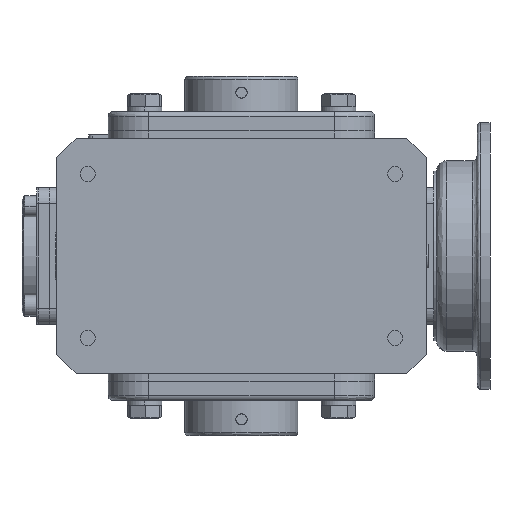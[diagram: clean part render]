
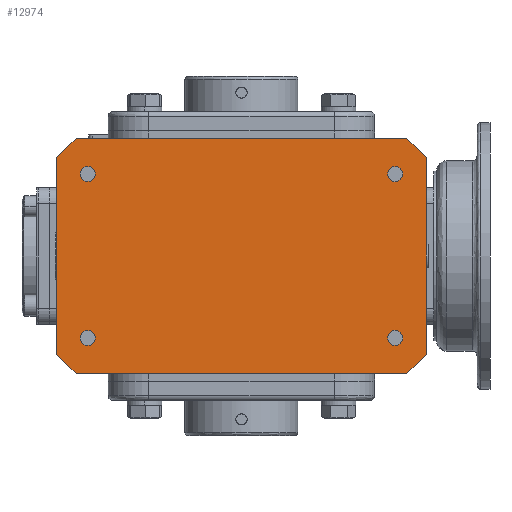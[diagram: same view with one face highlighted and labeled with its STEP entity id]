
A CAD part, front view. The second image highlights one B-rep face of the part: STEP entity #12974.
In plain terms, the highlighted planar face has unit normal (0, -1, 0).
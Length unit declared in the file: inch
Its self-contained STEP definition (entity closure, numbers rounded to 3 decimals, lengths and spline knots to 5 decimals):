
#77 = EDGE_LOOP ( 'NONE', ( #30821, #10004 ) ) ;
#87 = AXIS2_PLACEMENT_3D ( 'NONE', #9138, #26322, #6084 ) ;
#274 = ORIENTED_EDGE ( 'NONE', *, *, #30446, .F. ) ;
#438 = CARTESIAN_POINT ( 'NONE',  ( -3.75, -3.5, 2. ) ) ;
#681 = CARTESIAN_POINT ( 'NONE',  ( 4.50787, -3.5, -2.40157 ) ) ;
#808 = CARTESIAN_POINT ( 'NONE',  ( -4.03543, -3.5, 2.87402 ) ) ;
#1278 = EDGE_CURVE ( 'NONE', #25328, #12336, #13867, .T. ) ;
#1611 = CIRCLE ( 'NONE', #87, 0.184 ) ;
#1719 = ORIENTED_EDGE ( 'NONE', *, *, #30153, .T. ) ;
#2027 = EDGE_CURVE ( 'NONE', #27519, #4123, #32302, .T. ) ;
#2079 = EDGE_CURVE ( 'NONE', #12704, #22423, #33640, .T. ) ;
#2299 = DIRECTION ( 'NONE',  ( 0., 0., -1. ) ) ;
#2786 = EDGE_CURVE ( 'NONE', #6741, #31963, #34946, .T. ) ;
#2939 = VECTOR ( 'NONE', #16037, 39.37008 ) ;
#2948 = VECTOR ( 'NONE', #33529, 39.37008 ) ;
#3600 = VERTEX_POINT ( 'NONE', #25835 ) ;
#3754 = EDGE_CURVE ( 'NONE', #33713, #36697, #26556, .T. ) ;
#3818 = CARTESIAN_POINT ( 'NONE',  ( 3.75, -3.5, -2. ) ) ;
#3978 = EDGE_CURVE ( 'NONE', #29419, #18222, #28770, .T. ) ;
#3985 = DIRECTION ( 'NONE',  ( 0.707, 0., 0.707 ) ) ;
#4123 = VERTEX_POINT ( 'NONE', #33344 ) ;
#4404 = CARTESIAN_POINT ( 'NONE',  ( -3.75, -3.5, 2.184 ) ) ;
#4541 = CARTESIAN_POINT ( 'NONE',  ( 3.75, -3.5, -2.184 ) ) ;
#5032 = CARTESIAN_POINT ( 'NONE',  ( 3.75, -3.5, -1.816 ) ) ;
#5386 = VERTEX_POINT ( 'NONE', #28506 ) ;
#6084 = DIRECTION ( 'NONE',  ( 0., 0., -1. ) ) ;
#6480 = FACE_BOUND ( 'NONE', #77, .T. ) ;
#6637 = CIRCLE ( 'NONE', #16682, 0.184 ) ;
#6741 = VERTEX_POINT ( 'NONE', #11590 ) ;
#6892 = FACE_BOUND ( 'NONE', #33091, .T. ) ;
#7064 = ORIENTED_EDGE ( 'NONE', *, *, #30754, .T. ) ;
#8103 = VERTEX_POINT ( 'NONE', #35407 ) ;
#8244 = CARTESIAN_POINT ( 'NONE',  ( 4.50787, -3.5, -2.40157 ) ) ;
#8859 = LINE ( 'NONE', #30000, #26962 ) ;
#9138 = CARTESIAN_POINT ( 'NONE',  ( 3.75, -3.5, 2. ) ) ;
#9373 = EDGE_CURVE ( 'NONE', #31963, #6741, #1611, .T. ) ;
#10004 = ORIENTED_EDGE ( 'NONE', *, *, #1278, .T. ) ;
#10123 = CARTESIAN_POINT ( 'NONE',  ( -3.75, -3.5, -2. ) ) ;
#10299 = ORIENTED_EDGE ( 'NONE', *, *, #19403, .F. ) ;
#10400 = ORIENTED_EDGE ( 'NONE', *, *, #2027, .T. ) ;
#10799 = VERTEX_POINT ( 'NONE', #30709 ) ;
#11243 = DIRECTION ( 'NONE',  ( 0., 1., 0. ) ) ;
#11590 = CARTESIAN_POINT ( 'NONE',  ( 3.75, -3.5, 1.816 ) ) ;
#12336 = VERTEX_POINT ( 'NONE', #34231 ) ;
#12704 = VERTEX_POINT ( 'NONE', #32099 ) ;
#12797 = CARTESIAN_POINT ( 'NONE',  ( 4.03543, -3.5, 2.87402 ) ) ;
#12921 = DIRECTION ( 'NONE',  ( 0., 1., 0. ) ) ;
#12974 = ADVANCED_FACE ( 'NONE', ( #27283, #6480, #6892, #13712, #15114 ), #33473, .T. ) ;
#13441 = AXIS2_PLACEMENT_3D ( 'NONE', #3818, #35425, #15402 ) ;
#13527 = CARTESIAN_POINT ( 'NONE',  ( 3.75, -3.5, -2. ) ) ;
#13712 = FACE_BOUND ( 'NONE', #32517, .T. ) ;
#13867 = CIRCLE ( 'NONE', #17219, 0.184 ) ;
#13953 = VECTOR ( 'NONE', #21500, 39.37008 ) ;
#14284 = AXIS2_PLACEMENT_3D ( 'NONE', #24761, #33343, #36804 ) ;
#14295 = LINE ( 'NONE', #808, #15193 ) ;
#14435 = DIRECTION ( 'NONE',  ( 0., 0., -1. ) ) ;
#14828 = DIRECTION ( 'NONE',  ( 0., 0., -1. ) ) ;
#14906 = ORIENTED_EDGE ( 'NONE', *, *, #3978, .T. ) ;
#14934 = LINE ( 'NONE', #19706, #32572 ) ;
#14955 = DIRECTION ( 'NONE',  ( 0., 1., 0. ) ) ;
#15114 = FACE_BOUND ( 'NONE', #24122, .T. ) ;
#15135 = EDGE_LOOP ( 'NONE', ( #24980, #25983, #34236, #19637, #25229, #21479, #10299, #274 ) ) ;
#15193 = VECTOR ( 'NONE', #3985, 39.37008 ) ;
#15402 = DIRECTION ( 'NONE',  ( 0., 0., -1. ) ) ;
#15685 = LINE ( 'NONE', #30565, #2939 ) ;
#15785 = DIRECTION ( 'NONE',  ( 0., 0., -1. ) ) ;
#15948 = DIRECTION ( 'NONE',  ( 0., 0., -1. ) ) ;
#16037 = DIRECTION ( 'NONE',  ( 1., 0., 0. ) ) ;
#16423 = VECTOR ( 'NONE', #29049, 39.37008 ) ;
#16479 = CARTESIAN_POINT ( 'NONE',  ( -4.03543, -3.5, -2.87402 ) ) ;
#16645 = CARTESIAN_POINT ( 'NONE',  ( -3.75, -3.5, 2. ) ) ;
#16682 = AXIS2_PLACEMENT_3D ( 'NONE', #13527, #19583, #33774 ) ;
#17219 = AXIS2_PLACEMENT_3D ( 'NONE', #18956, #33793, #24827 ) ;
#17818 = CIRCLE ( 'NONE', #37168, 0.184 ) ;
#18222 = VERTEX_POINT ( 'NONE', #5032 ) ;
#18956 = CARTESIAN_POINT ( 'NONE',  ( -3.75, -3.5, -2. ) ) ;
#19403 = EDGE_CURVE ( 'NONE', #5386, #10799, #15685, .T. ) ;
#19583 = DIRECTION ( 'NONE',  ( 0., 1., 0. ) ) ;
#19637 = ORIENTED_EDGE ( 'NONE', *, *, #3754, .T. ) ;
#19704 = DIRECTION ( 'NONE',  ( 0., 1., 0. ) ) ;
#19706 = CARTESIAN_POINT ( 'NONE',  ( -4.50787, -3.5, -2.87402 ) ) ;
#20844 = AXIS2_PLACEMENT_3D ( 'NONE', #16645, #11243, #2299 ) ;
#21479 = ORIENTED_EDGE ( 'NONE', *, *, #23758, .F. ) ;
#21500 = DIRECTION ( 'NONE',  ( 0.707, 0., -0.707 ) ) ;
#21924 = ORIENTED_EDGE ( 'NONE', *, *, #2786, .T. ) ;
#22423 = VERTEX_POINT ( 'NONE', #16479 ) ;
#22909 = CARTESIAN_POINT ( 'NONE',  ( 3.75, -3.5, 2. ) ) ;
#23024 = EDGE_CURVE ( 'NONE', #36697, #8103, #8859, .T. ) ;
#23758 = EDGE_CURVE ( 'NONE', #10799, #8103, #27942, .T. ) ;
#24122 = EDGE_LOOP ( 'NONE', ( #14906, #1719 ) ) ;
#24237 = DIRECTION ( 'NONE',  ( 0., 0., 1. ) ) ;
#24761 = CARTESIAN_POINT ( 'NONE',  ( -4.50787, -3.5, 3.12992 ) ) ;
#24827 = DIRECTION ( 'NONE',  ( 0., 0., -1. ) ) ;
#24980 = ORIENTED_EDGE ( 'NONE', *, *, #28897, .T. ) ;
#25229 = ORIENTED_EDGE ( 'NONE', *, *, #23024, .T. ) ;
#25328 = VERTEX_POINT ( 'NONE', #34086 ) ;
#25781 = ORIENTED_EDGE ( 'NONE', *, *, #9373, .T. ) ;
#25835 = CARTESIAN_POINT ( 'NONE',  ( -4.50787, -3.5, 2.40157 ) ) ;
#25983 = ORIENTED_EDGE ( 'NONE', *, *, #2079, .T. ) ;
#26322 = DIRECTION ( 'NONE',  ( 0., 1., 0. ) ) ;
#26466 = CIRCLE ( 'NONE', #33838, 0.184 ) ;
#26556 = LINE ( 'NONE', #681, #2948 ) ;
#26631 = EDGE_CURVE ( 'NONE', #22423, #33713, #14934, .T. ) ;
#26702 = VECTOR ( 'NONE', #15785, 39.37008 ) ;
#26962 = VECTOR ( 'NONE', #24237, 39.37008 ) ;
#27018 = CARTESIAN_POINT ( 'NONE',  ( 3.75, -3.5, 2.184 ) ) ;
#27283 = FACE_OUTER_BOUND ( 'NONE', #15135, .T. ) ;
#27519 = VERTEX_POINT ( 'NONE', #4404 ) ;
#27579 = EDGE_CURVE ( 'NONE', #12336, #25328, #26466, .T. ) ;
#27942 = LINE ( 'NONE', #12797, #13953 ) ;
#28391 = AXIS2_PLACEMENT_3D ( 'NONE', #22909, #19704, #14435 ) ;
#28506 = CARTESIAN_POINT ( 'NONE',  ( -4.03543, -3.5, 2.87402 ) ) ;
#28770 = CIRCLE ( 'NONE', #13441, 0.184 ) ;
#28897 = EDGE_CURVE ( 'NONE', #3600, #12704, #29838, .T. ) ;
#29049 = DIRECTION ( 'NONE',  ( 0.707, 0., -0.707 ) ) ;
#29419 = VERTEX_POINT ( 'NONE', #4541 ) ;
#29838 = LINE ( 'NONE', #33516, #26702 ) ;
#30000 = CARTESIAN_POINT ( 'NONE',  ( 4.50787, -3.5, 2.87402 ) ) ;
#30153 = EDGE_CURVE ( 'NONE', #18222, #29419, #6637, .T. ) ;
#30446 = EDGE_CURVE ( 'NONE', #3600, #5386, #14295, .T. ) ;
#30565 = CARTESIAN_POINT ( 'NONE',  ( -4.50787, -3.5, 2.87402 ) ) ;
#30709 = CARTESIAN_POINT ( 'NONE',  ( 4.03543, -3.5, 2.87402 ) ) ;
#30754 = EDGE_CURVE ( 'NONE', #4123, #27519, #17818, .T. ) ;
#30821 = ORIENTED_EDGE ( 'NONE', *, *, #27579, .T. ) ;
#31491 = DIRECTION ( 'NONE',  ( 1., 0., 0. ) ) ;
#31963 = VERTEX_POINT ( 'NONE', #27018 ) ;
#32070 = CARTESIAN_POINT ( 'NONE',  ( -4.50787, -3.5, -2.40157 ) ) ;
#32099 = CARTESIAN_POINT ( 'NONE',  ( -4.50787, -3.5, -2.40157 ) ) ;
#32302 = CIRCLE ( 'NONE', #20844, 0.184 ) ;
#32517 = EDGE_LOOP ( 'NONE', ( #21924, #25781 ) ) ;
#32572 = VECTOR ( 'NONE', #31491, 39.37008 ) ;
#33091 = EDGE_LOOP ( 'NONE', ( #7064, #10400 ) ) ;
#33343 = DIRECTION ( 'NONE',  ( 0., -1., 0. ) ) ;
#33344 = CARTESIAN_POINT ( 'NONE',  ( -3.75, -3.5, 1.816 ) ) ;
#33473 = PLANE ( 'NONE',  #14284 ) ;
#33516 = CARTESIAN_POINT ( 'NONE',  ( -4.50787, -3.5, 2.87402 ) ) ;
#33529 = DIRECTION ( 'NONE',  ( 0.707, 0., 0.707 ) ) ;
#33640 = LINE ( 'NONE', #32070, #16423 ) ;
#33713 = VERTEX_POINT ( 'NONE', #35708 ) ;
#33774 = DIRECTION ( 'NONE',  ( 0., 0., -1. ) ) ;
#33793 = DIRECTION ( 'NONE',  ( 0., 1., 0. ) ) ;
#33838 = AXIS2_PLACEMENT_3D ( 'NONE', #10123, #12921, #15948 ) ;
#34086 = CARTESIAN_POINT ( 'NONE',  ( -3.75, -3.5, -1.816 ) ) ;
#34231 = CARTESIAN_POINT ( 'NONE',  ( -3.75, -3.5, -2.184 ) ) ;
#34236 = ORIENTED_EDGE ( 'NONE', *, *, #26631, .T. ) ;
#34946 = CIRCLE ( 'NONE', #28391, 0.184 ) ;
#35407 = CARTESIAN_POINT ( 'NONE',  ( 4.50787, -3.5, 2.40157 ) ) ;
#35425 = DIRECTION ( 'NONE',  ( 0., 1., 0. ) ) ;
#35708 = CARTESIAN_POINT ( 'NONE',  ( 4.03543, -3.5, -2.87402 ) ) ;
#36697 = VERTEX_POINT ( 'NONE', #8244 ) ;
#36804 = DIRECTION ( 'NONE',  ( 0., 0., -1. ) ) ;
#37168 = AXIS2_PLACEMENT_3D ( 'NONE', #438, #14955, #14828 ) ;
